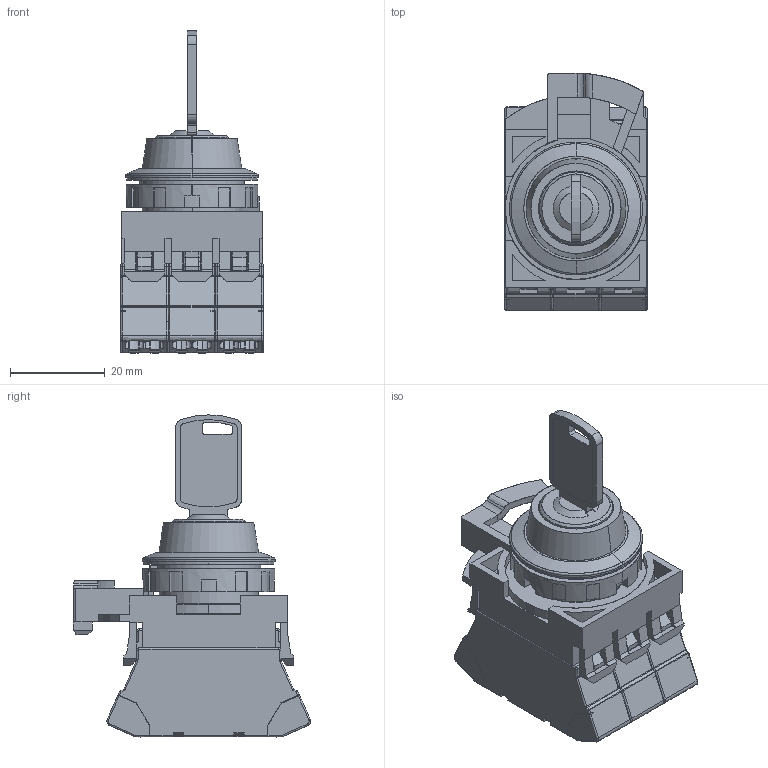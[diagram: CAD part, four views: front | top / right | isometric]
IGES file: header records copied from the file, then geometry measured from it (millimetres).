
Start section: SolidWorks IGES file using analytic representation for surfaces
Global section: file name: 123_CW[1][4]K-[2][3]($)Pxx-[][1H][2H].IGS; native system: SolidWorks 2019; preprocessor: SolidWorks 2019; author: 1003660; date: 200804.151827; units: millimetre
Bounding box: 30 x 49.96 x 67.93 mm (x, y, z)
Surface area: 23176.8 mm2 (no closed solid volume)
Topology: 0 solids, 0 shells, 1843 faces, 13981 edges, 13945 vertices
Faces by surface type: bspline 1202, revolution 641
